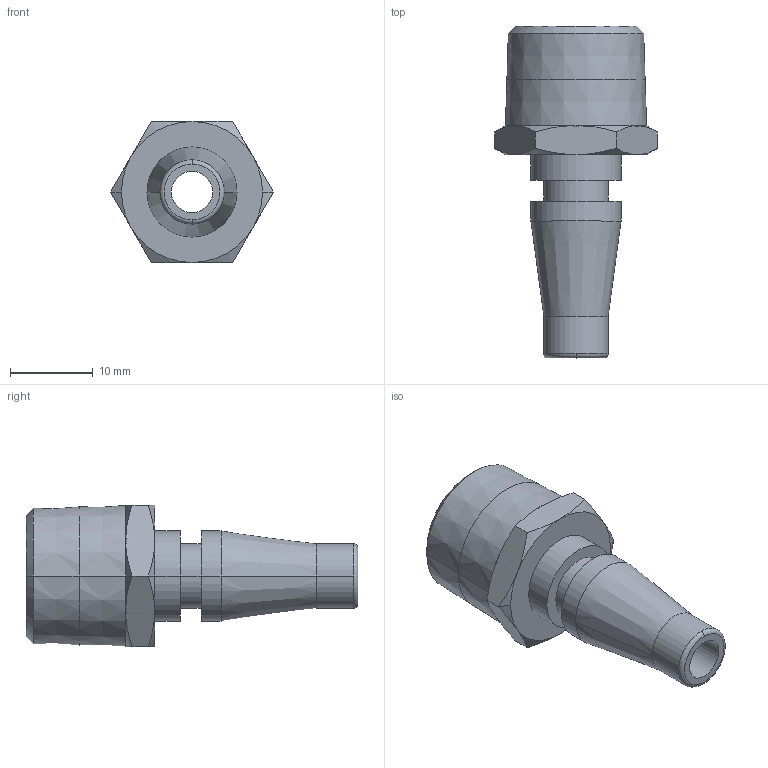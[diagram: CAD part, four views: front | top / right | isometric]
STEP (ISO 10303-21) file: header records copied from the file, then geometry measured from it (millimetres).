
FILE_DESCRIPTION(('STEP AP214'),'1');
FILE_NAME('esbi_38_nas.stp','2020-03-05T09:22:24',('TraceParts'),('TraceParts S.A.'),'Spatial InterOp 3D',' ',' ');
FILE_SCHEMA(('automotive_design'));
Length unit declared in the file: millimetre
Products named in the file (1): 1
Bounding box: 19.63 x 40 x 17.01 mm (x, y, z)
Volume: 4320.4 mm3; surface area: 2687.4 mm2
Topology: 1 solids, 1 shells, 51 faces, 125 edges, 81 vertices
Faces by surface type: cone 24, plane 13, cylinder 12, torus 2
Entity records: 1976 total; most frequent: CARTESIAN_POINT 354, DIRECTION 266, ORIENTED_EDGE 250, EDGE_CURVE 125, AXIS2_PLACEMENT_3D 113, VERTEX_POINT 81, CIRCLE 61, EDGE_LOOP 58
